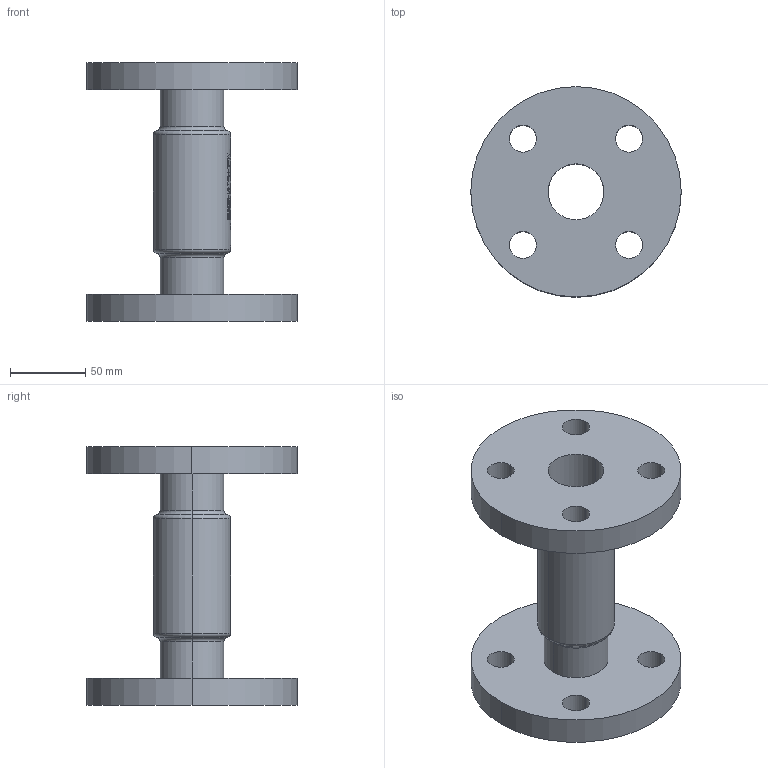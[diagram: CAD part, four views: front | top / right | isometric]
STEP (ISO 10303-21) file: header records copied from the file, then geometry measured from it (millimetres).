
FILE_DESCRIPTION (( 'STEP AP214' ), '1' );
FILE_NAME ('7120000_DN032_PN10_51420228.STEP', '2022-02-04T09:35:25', ( 'axxx' ), ( 'Hewlett-Packard Company' ), 'SwSTEP 2.0', 'SolidWorks 2019', '' );
FILE_SCHEMA (( 'AUTOMOTIVE_DESIGN' ));
Length unit declared in the file: millimetre
Products named in the file (1): 7120000_DN032_PN10_51420228
Bounding box: 140 x 140 x 172 mm (x, y, z)
Volume: 575625.9 mm3; surface area: 119885.9 mm2
Topology: 1 solids, 1 shells, 544 faces, 1470 edges, 976 vertices
Faces by surface type: plane 241, bspline 234, cylinder 61, torus 8
Entity records: 30307 total; most frequent: CARTESIAN_POINT 18246, ORIENTED_EDGE 2940, DIRECTION 1680, EDGE_CURVE 1470, VERTEX_POINT 976, LINE 772, VECTOR 772, EDGE_LOOP 610
